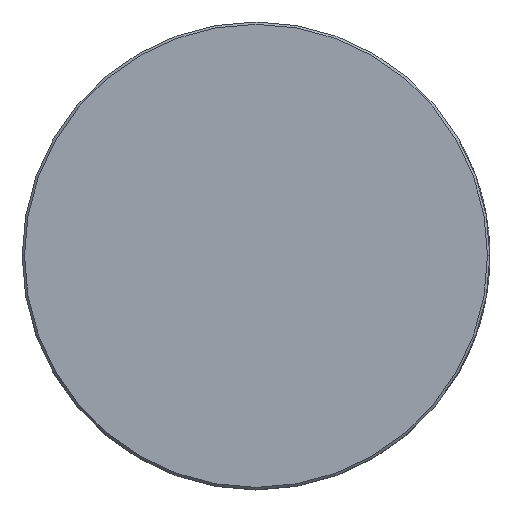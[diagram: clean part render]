
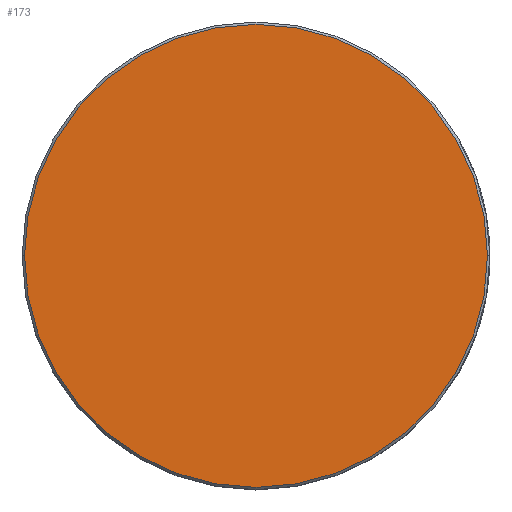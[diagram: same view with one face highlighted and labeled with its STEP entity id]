
A CAD part, top view. The second image highlights one B-rep face of the part: STEP entity #173.
In plain terms, the highlighted planar face has unit normal (0, 0, 1).
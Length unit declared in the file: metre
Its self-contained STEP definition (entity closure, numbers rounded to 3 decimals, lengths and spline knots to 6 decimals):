
#94 = EDGE_CURVE ( 'NONE', #1907, #197, #247, .T. ) ;
#173 = ADVANCED_FACE ( 'NONE', ( #665 ), #294, .T. ) ;
#197 = VERTEX_POINT ( 'NONE', #599 ) ;
#219 = AXIS2_PLACEMENT_3D ( 'NONE', #1971, #394, #721 ) ;
#247 = CIRCLE ( 'NONE', #219, 0.012573 ) ;
#269 = CIRCLE ( 'NONE', #1058, 0.012573 ) ;
#294 = PLANE ( 'NONE',  #540 ) ;
#353 = ORIENTED_EDGE ( 'NONE', *, *, #94, .T. ) ;
#394 = DIRECTION ( 'NONE',  ( 0., 0., 1. ) ) ;
#540 = AXIS2_PLACEMENT_3D ( 'NONE', #1067, #609, #1202 ) ;
#599 = CARTESIAN_POINT ( 'NONE',  ( -0.114485, 0.024668, 0.041768 ) ) ;
#609 = DIRECTION ( 'NONE',  ( 0., 0., 1. ) ) ;
#665 = FACE_OUTER_BOUND ( 'NONE', #987, .T. ) ;
#707 = EDGE_CURVE ( 'NONE', #197, #1907, #269, .T. ) ;
#721 = DIRECTION ( 'NONE',  ( 1., 0., 0. ) ) ;
#727 = DIRECTION ( 'NONE',  ( 1., 0., 0. ) ) ;
#987 = EDGE_LOOP ( 'NONE', ( #353, #1306 ) ) ;
#1058 = AXIS2_PLACEMENT_3D ( 'NONE', #1181, #1539, #727 ) ;
#1067 = CARTESIAN_POINT ( 'NONE',  ( -0.101912, 0.024668, 0.041768 ) ) ;
#1181 = CARTESIAN_POINT ( 'NONE',  ( -0.101912, 0.024668, 0.041768 ) ) ;
#1202 = DIRECTION ( 'NONE',  ( 1., 0., 0. ) ) ;
#1306 = ORIENTED_EDGE ( 'NONE', *, *, #707, .T. ) ;
#1539 = DIRECTION ( 'NONE',  ( 0., 0., 1. ) ) ;
#1889 = CARTESIAN_POINT ( 'NONE',  ( -0.089339, 0.024668, 0.041768 ) ) ;
#1907 = VERTEX_POINT ( 'NONE', #1889 ) ;
#1971 = CARTESIAN_POINT ( 'NONE',  ( -0.101912, 0.024668, 0.041768 ) ) ;
